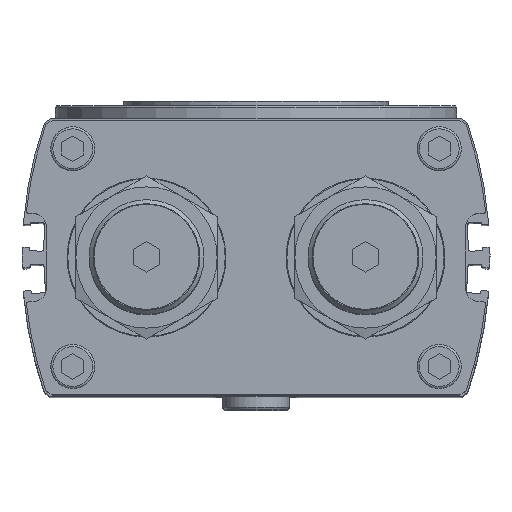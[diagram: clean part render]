
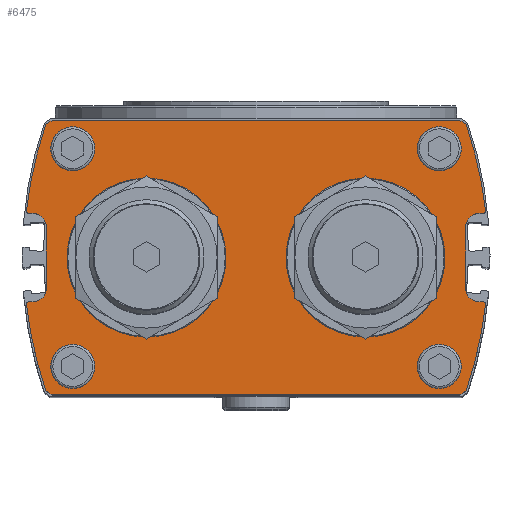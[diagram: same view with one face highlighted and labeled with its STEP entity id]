
A CAD part, top view. The second image highlights one B-rep face of the part: STEP entity #6475.
In plain terms, the highlighted planar face has unit normal (0, 0, 1).
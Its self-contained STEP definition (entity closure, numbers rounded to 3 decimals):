
#260=PLANE('',#7119);
#645=LINE('',#10424,#1125);
#650=LINE('',#10438,#1130);
#652=LINE('',#10442,#1132);
#654=LINE('',#10446,#1134);
#658=LINE('',#10458,#1138);
#661=LINE('',#10466,#1141);
#664=LINE('',#10474,#1144);
#668=LINE('',#10486,#1148);
#670=LINE('',#10490,#1150);
#672=LINE('',#10494,#1152);
#676=LINE('',#10506,#1156);
#679=LINE('',#10514,#1159);
#1125=VECTOR('',#8367,1000.);
#1130=VECTOR('',#8382,1000.);
#1132=VECTOR('',#8386,1000.);
#1134=VECTOR('',#8390,1000.);
#1138=VECTOR('',#8404,1000.);
#1141=VECTOR('',#8413,1000.);
#1144=VECTOR('',#8422,1000.);
#1148=VECTOR('',#8436,1000.);
#1150=VECTOR('',#8440,1000.);
#1152=VECTOR('',#8444,1000.);
#1156=VECTOR('',#8458,1000.);
#1159=VECTOR('',#8467,1000.);
#2150=ORIENTED_EDGE('',*,*,#3540,.F.);
#2151=ORIENTED_EDGE('',*,*,#3541,.F.);
#2152=ORIENTED_EDGE('',*,*,#3542,.F.);
#2153=ORIENTED_EDGE('',*,*,#3543,.F.);
#2154=ORIENTED_EDGE('',*,*,#3544,.F.);
#2155=ORIENTED_EDGE('',*,*,#3545,.F.);
#2156=ORIENTED_EDGE('',*,*,#3493,.T.);
#2157=ORIENTED_EDGE('',*,*,#3496,.T.);
#2158=ORIENTED_EDGE('',*,*,#3498,.T.);
#2159=ORIENTED_EDGE('',*,*,#3500,.T.);
#2160=ORIENTED_EDGE('',*,*,#3502,.T.);
#2161=ORIENTED_EDGE('',*,*,#3504,.T.);
#2162=ORIENTED_EDGE('',*,*,#3506,.T.);
#2163=ORIENTED_EDGE('',*,*,#3508,.T.);
#2164=ORIENTED_EDGE('',*,*,#3510,.T.);
#2165=ORIENTED_EDGE('',*,*,#3512,.F.);
#2166=ORIENTED_EDGE('',*,*,#3514,.T.);
#2167=ORIENTED_EDGE('',*,*,#3516,.F.);
#2168=ORIENTED_EDGE('',*,*,#3518,.T.);
#2169=ORIENTED_EDGE('',*,*,#3520,.T.);
#2170=ORIENTED_EDGE('',*,*,#3522,.T.);
#2171=ORIENTED_EDGE('',*,*,#3524,.T.);
#2172=ORIENTED_EDGE('',*,*,#3526,.T.);
#2173=ORIENTED_EDGE('',*,*,#3528,.T.);
#2174=ORIENTED_EDGE('',*,*,#3530,.T.);
#2175=ORIENTED_EDGE('',*,*,#3532,.T.);
#2176=ORIENTED_EDGE('',*,*,#3534,.T.);
#2177=ORIENTED_EDGE('',*,*,#3536,.F.);
#2178=ORIENTED_EDGE('',*,*,#3538,.T.);
#2179=ORIENTED_EDGE('',*,*,#3539,.F.);
#3493=EDGE_CURVE('',#4260,#4259,#645,.T.);
#3496=EDGE_CURVE('',#4259,#4261,#4760,.T.);
#3498=EDGE_CURVE('',#4261,#4262,#4761,.T.);
#3500=EDGE_CURVE('',#4262,#4263,#650,.T.);
#3502=EDGE_CURVE('',#4263,#4264,#652,.T.);
#3504=EDGE_CURVE('',#4264,#4265,#654,.T.);
#3506=EDGE_CURVE('',#4265,#4266,#4762,.T.);
#3508=EDGE_CURVE('',#4266,#4267,#4763,.T.);
#3510=EDGE_CURVE('',#4267,#4268,#658,.T.);
#3512=EDGE_CURVE('',#4269,#4268,#4764,.T.);
#3514=EDGE_CURVE('',#4269,#4270,#661,.T.);
#3516=EDGE_CURVE('',#4271,#4270,#4765,.T.);
#3518=EDGE_CURVE('',#4271,#4272,#664,.T.);
#3520=EDGE_CURVE('',#4272,#4273,#4766,.T.);
#3522=EDGE_CURVE('',#4273,#4274,#4767,.T.);
#3524=EDGE_CURVE('',#4274,#4275,#668,.T.);
#3526=EDGE_CURVE('',#4275,#4276,#670,.T.);
#3528=EDGE_CURVE('',#4276,#4277,#672,.T.);
#3530=EDGE_CURVE('',#4277,#4278,#4768,.T.);
#3532=EDGE_CURVE('',#4278,#4279,#4769,.T.);
#3534=EDGE_CURVE('',#4279,#4280,#676,.T.);
#3536=EDGE_CURVE('',#4281,#4280,#4770,.T.);
#3538=EDGE_CURVE('',#4281,#4282,#679,.T.);
#3539=EDGE_CURVE('',#4260,#4282,#4771,.T.);
#3540=EDGE_CURVE('',#4283,#4283,#4772,.T.);
#3541=EDGE_CURVE('',#4284,#4284,#4773,.T.);
#3542=EDGE_CURVE('',#4285,#4285,#4774,.T.);
#3543=EDGE_CURVE('',#4286,#4286,#4775,.T.);
#3544=EDGE_CURVE('',#4287,#4287,#4776,.T.);
#3545=EDGE_CURVE('',#4288,#4288,#4777,.T.);
#4259=VERTEX_POINT('',#10423);
#4260=VERTEX_POINT('',#10425);
#4261=VERTEX_POINT('',#10429);
#4262=VERTEX_POINT('',#10433);
#4263=VERTEX_POINT('',#10437);
#4264=VERTEX_POINT('',#10441);
#4265=VERTEX_POINT('',#10445);
#4266=VERTEX_POINT('',#10449);
#4267=VERTEX_POINT('',#10453);
#4268=VERTEX_POINT('',#10457);
#4269=VERTEX_POINT('',#10461);
#4270=VERTEX_POINT('',#10465);
#4271=VERTEX_POINT('',#10469);
#4272=VERTEX_POINT('',#10473);
#4273=VERTEX_POINT('',#10477);
#4274=VERTEX_POINT('',#10481);
#4275=VERTEX_POINT('',#10485);
#4276=VERTEX_POINT('',#10489);
#4277=VERTEX_POINT('',#10493);
#4278=VERTEX_POINT('',#10497);
#4279=VERTEX_POINT('',#10501);
#4280=VERTEX_POINT('',#10505);
#4281=VERTEX_POINT('',#10509);
#4282=VERTEX_POINT('',#10513);
#4283=VERTEX_POINT('',#10519);
#4284=VERTEX_POINT('',#10521);
#4285=VERTEX_POINT('',#10523);
#4286=VERTEX_POINT('',#10525);
#4287=VERTEX_POINT('',#10527);
#4288=VERTEX_POINT('',#10529);
#4760=CIRCLE('',#7085,0.5);
#4761=CIRCLE('',#7087,93.3);
#4762=CIRCLE('',#7092,93.3);
#4763=CIRCLE('',#7094,0.5);
#4764=CIRCLE('',#7097,3.);
#4765=CIRCLE('',#7100,3.);
#4766=CIRCLE('',#7103,0.5);
#4767=CIRCLE('',#7105,93.3);
#4768=CIRCLE('',#7110,93.3);
#4769=CIRCLE('',#7112,0.5);
#4770=CIRCLE('',#7115,3.);
#4771=CIRCLE('',#7118,3.);
#4772=CIRCLE('',#7120,17.9);
#4773=CIRCLE('',#7121,17.9);
#4774=CIRCLE('',#7122,5.);
#4775=CIRCLE('',#7123,5.);
#4776=CIRCLE('',#7124,5.);
#4777=CIRCLE('',#7125,5.);
#5103=EDGE_LOOP('',(#2150));
#5104=EDGE_LOOP('',(#2151));
#5105=EDGE_LOOP('',(#2152));
#5106=EDGE_LOOP('',(#2153));
#5107=EDGE_LOOP('',(#2154));
#5108=EDGE_LOOP('',(#2155));
#5109=EDGE_LOOP('',(#2156,#2157,#2158,#2159,#2160,#2161,#2162,#2163,#2164,
#2165,#2166,#2167,#2168,#2169,#2170,#2171,#2172,#2173,#2174,#2175,#2176,
#2177,#2178,#2179));
#5735=FACE_BOUND('',#5103,.T.);
#5736=FACE_BOUND('',#5104,.T.);
#5737=FACE_BOUND('',#5105,.T.);
#5738=FACE_BOUND('',#5106,.T.);
#5739=FACE_BOUND('',#5107,.T.);
#5740=FACE_BOUND('',#5108,.T.);
#5741=FACE_BOUND('',#5109,.T.);
#6475=ADVANCED_FACE('',(#5735,#5736,#5737,#5738,#5739,#5740,#5741),#260,
 .T.);
#7085=AXIS2_PLACEMENT_3D('',#10430,#8372,#8373);
#7087=AXIS2_PLACEMENT_3D('',#10434,#8377,#8378);
#7092=AXIS2_PLACEMENT_3D('',#10450,#8394,#8395);
#7094=AXIS2_PLACEMENT_3D('',#10454,#8399,#8400);
#7097=AXIS2_PLACEMENT_3D('',#10462,#8408,#8409);
#7100=AXIS2_PLACEMENT_3D('',#10470,#8417,#8418);
#7103=AXIS2_PLACEMENT_3D('',#10478,#8426,#8427);
#7105=AXIS2_PLACEMENT_3D('',#10482,#8431,#8432);
#7110=AXIS2_PLACEMENT_3D('',#10498,#8448,#8449);
#7112=AXIS2_PLACEMENT_3D('',#10502,#8453,#8454);
#7115=AXIS2_PLACEMENT_3D('',#10510,#8462,#8463);
#7118=AXIS2_PLACEMENT_3D('',#10516,#8470,#8471);
#7119=AXIS2_PLACEMENT_3D('',#10517,#8472,#8473);
#7120=AXIS2_PLACEMENT_3D('',#10518,#8474,#8475);
#7121=AXIS2_PLACEMENT_3D('',#10520,#8476,#8477);
#7122=AXIS2_PLACEMENT_3D('',#10522,#8478,#8479);
#7123=AXIS2_PLACEMENT_3D('',#10524,#8480,#8481);
#7124=AXIS2_PLACEMENT_3D('',#10526,#8482,#8483);
#7125=AXIS2_PLACEMENT_3D('',#10528,#8484,#8485);
#8367=DIRECTION('',(-1.,0.,0.));
#8372=DIRECTION('',(0.,0.,1.));
#8373=DIRECTION('',(1.,0.,0.));
#8377=DIRECTION('',(0.,0.,1.));
#8378=DIRECTION('',(1.,0.,0.));
#8382=DIRECTION('',(0.819,-0.574,0.));
#8386=DIRECTION('',(1.,0.,0.));
#8390=DIRECTION('',(0.819,0.574,0.));
#8394=DIRECTION('',(0.,0.,1.));
#8395=DIRECTION('',(1.,0.,0.));
#8399=DIRECTION('',(0.,0.,1.));
#8400=DIRECTION('',(1.,0.,0.));
#8404=DIRECTION('',(-1.,0.,0.));
#8408=DIRECTION('',(0.,0.,1.));
#8409=DIRECTION('',(1.,0.,0.));
#8413=DIRECTION('',(0.,1.,0.));
#8417=DIRECTION('',(0.,0.,1.));
#8418=DIRECTION('',(1.,0.,0.));
#8422=DIRECTION('',(1.,0.,0.));
#8426=DIRECTION('',(0.,0.,1.));
#8427=DIRECTION('',(1.,0.,0.));
#8431=DIRECTION('',(0.,0.,1.));
#8432=DIRECTION('',(1.,0.,0.));
#8436=DIRECTION('',(-0.819,0.574,0.));
#8440=DIRECTION('',(-1.,0.,0.));
#8444=DIRECTION('',(-0.819,-0.574,0.));
#8448=DIRECTION('',(0.,0.,1.));
#8449=DIRECTION('',(1.,0.,0.));
#8453=DIRECTION('',(0.,0.,1.));
#8454=DIRECTION('',(1.,0.,0.));
#8458=DIRECTION('',(1.,0.,0.));
#8462=DIRECTION('',(0.,0.,1.));
#8463=DIRECTION('',(1.,0.,0.));
#8467=DIRECTION('',(0.,-1.,0.));
#8470=DIRECTION('',(0.,0.,1.));
#8471=DIRECTION('',(1.,0.,0.));
#8472=DIRECTION('',(0.,0.,1.));
#8473=DIRECTION('',(1.,0.,0.));
#8474=DIRECTION('',(0.,0.,1.));
#8475=DIRECTION('',(1.,0.,0.));
#8476=DIRECTION('',(0.,0.,1.));
#8477=DIRECTION('',(1.,0.,0.));
#8478=DIRECTION('',(0.,0.,1.));
#8479=DIRECTION('',(1.,0.,0.));
#8480=DIRECTION('',(0.,0.,1.));
#8481=DIRECTION('',(1.,0.,0.));
#8482=DIRECTION('',(0.,0.,1.));
#8483=DIRECTION('',(1.,0.,0.));
#8484=DIRECTION('',(0.,0.,1.));
#8485=DIRECTION('',(1.,0.,0.));
#10423=CARTESIAN_POINT('',(-51.504,21.5,89.));
#10424=CARTESIAN_POINT('',(-50.5,21.5,89.));
#10425=CARTESIAN_POINT('',(-50.5,21.5,89.));
#10429=CARTESIAN_POINT('',(-52.001,20.943,89.));
#10430=CARTESIAN_POINT('',(-51.504,21.,89.));
#10433=CARTESIAN_POINT('',(-47.611,1.4,89.));
#10434=CARTESIAN_POINT('',(40.7,31.5,89.));
#10437=CARTESIAN_POINT('',(-46.183,0.4,89.));
#10438=CARTESIAN_POINT('',(-47.611,1.4,89.));
#10441=CARTESIAN_POINT('',(46.183,0.4,89.));
#10442=CARTESIAN_POINT('',(-46.183,0.4,89.));
#10445=CARTESIAN_POINT('',(47.611,1.4,89.));
#10446=CARTESIAN_POINT('',(46.183,0.4,89.));
#10449=CARTESIAN_POINT('',(52.001,20.943,89.));
#10450=CARTESIAN_POINT('',(-40.7,31.5,89.));
#10453=CARTESIAN_POINT('',(51.504,21.5,89.));
#10454=CARTESIAN_POINT('',(51.504,21.,89.));
#10457=CARTESIAN_POINT('',(50.5,21.5,89.));
#10458=CARTESIAN_POINT('',(51.504,21.5,89.));
#10461=CARTESIAN_POINT('',(47.5,24.5,89.));
#10462=CARTESIAN_POINT('',(50.5,24.5,89.));
#10465=CARTESIAN_POINT('',(47.5,38.5,89.));
#10466=CARTESIAN_POINT('',(47.5,24.5,89.));
#10469=CARTESIAN_POINT('',(50.5,41.5,89.));
#10470=CARTESIAN_POINT('',(50.5,38.5,89.));
#10473=CARTESIAN_POINT('',(51.504,41.5,89.));
#10474=CARTESIAN_POINT('',(50.5,41.5,89.));
#10477=CARTESIAN_POINT('',(52.001,42.057,89.));
#10478=CARTESIAN_POINT('',(51.504,42.,89.));
#10481=CARTESIAN_POINT('',(47.611,61.6,89.));
#10482=CARTESIAN_POINT('',(-40.7,31.5,89.));
#10485=CARTESIAN_POINT('',(46.183,62.6,89.));
#10486=CARTESIAN_POINT('',(47.611,61.6,89.));
#10489=CARTESIAN_POINT('',(-46.183,62.6,89.));
#10490=CARTESIAN_POINT('',(46.183,62.6,89.));
#10493=CARTESIAN_POINT('',(-47.611,61.6,89.));
#10494=CARTESIAN_POINT('',(-46.183,62.6,89.));
#10497=CARTESIAN_POINT('',(-52.001,42.057,89.));
#10498=CARTESIAN_POINT('',(40.7,31.5,89.));
#10501=CARTESIAN_POINT('',(-51.504,41.5,89.));
#10502=CARTESIAN_POINT('',(-51.504,42.,89.));
#10505=CARTESIAN_POINT('',(-50.5,41.5,89.));
#10506=CARTESIAN_POINT('',(-51.504,41.5,89.));
#10509=CARTESIAN_POINT('',(-47.5,38.5,89.));
#10510=CARTESIAN_POINT('',(-50.5,38.5,89.));
#10513=CARTESIAN_POINT('',(-47.5,24.5,89.));
#10514=CARTESIAN_POINT('',(-47.5,38.5,89.));
#10516=CARTESIAN_POINT('',(-50.5,24.5,89.));
#10517=CARTESIAN_POINT('',(-51.504,21.,89.));
#10518=CARTESIAN_POINT('',(-24.8,31.5,89.));
#10519=CARTESIAN_POINT('',(-6.9,31.5,89.));
#10520=CARTESIAN_POINT('',(24.8,31.5,89.));
#10521=CARTESIAN_POINT('',(42.7,31.5,89.));
#10522=CARTESIAN_POINT('',(-41.5,56.15,89.));
#10523=CARTESIAN_POINT('',(-36.5,56.15,89.));
#10524=CARTESIAN_POINT('',(41.5,56.15,89.));
#10525=CARTESIAN_POINT('',(46.5,56.15,89.));
#10526=CARTESIAN_POINT('',(-41.5,6.85,89.));
#10527=CARTESIAN_POINT('',(-36.5,6.85,89.));
#10528=CARTESIAN_POINT('',(41.5,6.85,89.));
#10529=CARTESIAN_POINT('',(46.5,6.85,89.));
